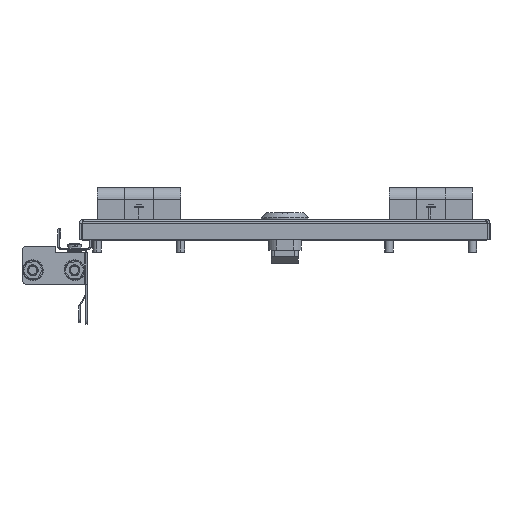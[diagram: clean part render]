
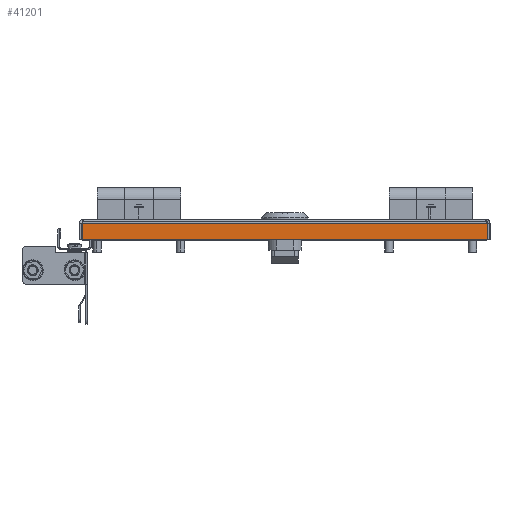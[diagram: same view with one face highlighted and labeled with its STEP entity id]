
A CAD part, left-side view. The second image highlights one B-rep face of the part: STEP entity #41201.
In plain terms, the highlighted planar face has unit normal (-1, 0, 0).
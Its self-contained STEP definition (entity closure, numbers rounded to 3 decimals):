
#170 = PLANE ( 'NONE',  #5584 ) ;
#950 = LINE ( 'NONE', #45457, #46750 ) ;
#1790 = VECTOR ( 'NONE', #38835, 1000. ) ;
#2124 = CARTESIAN_POINT ( 'NONE',  ( -589.25, -121.531, -2.4 ) ) ;
#4763 = EDGE_CURVE ( 'NONE', #28972, #55628, #6464, .T. ) ;
#5034 = CARTESIAN_POINT ( 'NONE',  ( -589.25, 121.528, -2.4 ) ) ;
#5584 = AXIS2_PLACEMENT_3D ( 'NONE', #9254, #49036, #22339 ) ;
#6464 = LINE ( 'NONE', #25655, #49485 ) ;
#6536 = DIRECTION ( 'NONE',  ( 0., -1., 0. ) ) ;
#9254 = CARTESIAN_POINT ( 'NONE',  ( -589.25, -0.002, 0. ) ) ;
#11876 = FACE_OUTER_BOUND ( 'NONE', #17967, .T. ) ;
#12361 = LINE ( 'NONE', #15166, #33779 ) ;
#13164 = ORIENTED_EDGE ( 'NONE', *, *, #35193, .T. ) ;
#14971 = ORIENTED_EDGE ( 'NONE', *, *, #56575, .F. ) ;
#15166 = CARTESIAN_POINT ( 'NONE',  ( -589.25, -0.002, -12. ) ) ;
#17967 = EDGE_LOOP ( 'NONE', ( #14971, #43843, #51020, #13164 ) ) ;
#22339 = DIRECTION ( 'NONE',  ( 0., 0., -1. ) ) ;
#24970 = VERTEX_POINT ( 'NONE', #2124 ) ;
#25655 = CARTESIAN_POINT ( 'NONE',  ( -589.25, 121.528, 0. ) ) ;
#28972 = VERTEX_POINT ( 'NONE', #5034 ) ;
#29852 = CARTESIAN_POINT ( 'NONE',  ( -589.25, -123.002, -2.4 ) ) ;
#31335 = CARTESIAN_POINT ( 'NONE',  ( -589.25, 121.528, -12. ) ) ;
#33779 = VECTOR ( 'NONE', #6536, 1000. ) ;
#35193 = EDGE_CURVE ( 'NONE', #55628, #57285, #12361, .T. ) ;
#36608 = DIRECTION ( 'NONE',  ( 0., 0., -1. ) ) ;
#38835 = DIRECTION ( 'NONE',  ( 0., -1., 0. ) ) ;
#39880 = LINE ( 'NONE', #29852, #1790 ) ;
#41201 = ADVANCED_FACE ( 'NONE', ( #11876 ), #170, .F. ) ;
#43843 = ORIENTED_EDGE ( 'NONE', *, *, #50827, .F. ) ;
#45457 = CARTESIAN_POINT ( 'NONE',  ( -589.25, -121.531, -1.4 ) ) ;
#46750 = VECTOR ( 'NONE', #36608, 1000. ) ;
#46843 = CARTESIAN_POINT ( 'NONE',  ( -589.25, -121.531, -12. ) ) ;
#49036 = DIRECTION ( 'NONE',  ( 1., 0., 0. ) ) ;
#49485 = VECTOR ( 'NONE', #56789, 1000. ) ;
#50827 = EDGE_CURVE ( 'NONE', #28972, #24970, #39880, .T. ) ;
#51020 = ORIENTED_EDGE ( 'NONE', *, *, #4763, .T. ) ;
#55628 = VERTEX_POINT ( 'NONE', #31335 ) ;
#56575 = EDGE_CURVE ( 'NONE', #24970, #57285, #950, .T. ) ;
#56789 = DIRECTION ( 'NONE',  ( 0., 0., -1. ) ) ;
#57285 = VERTEX_POINT ( 'NONE', #46843 ) ;
